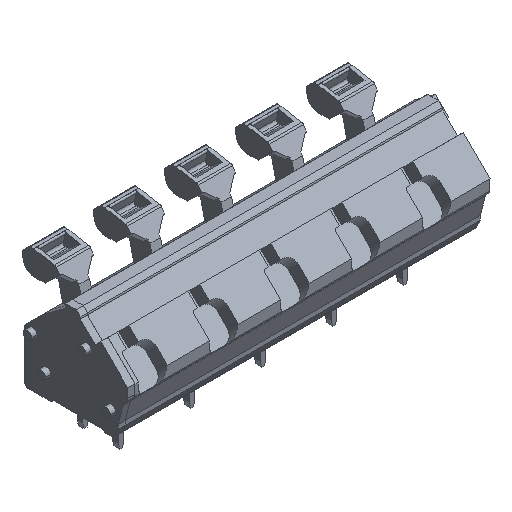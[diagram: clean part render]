
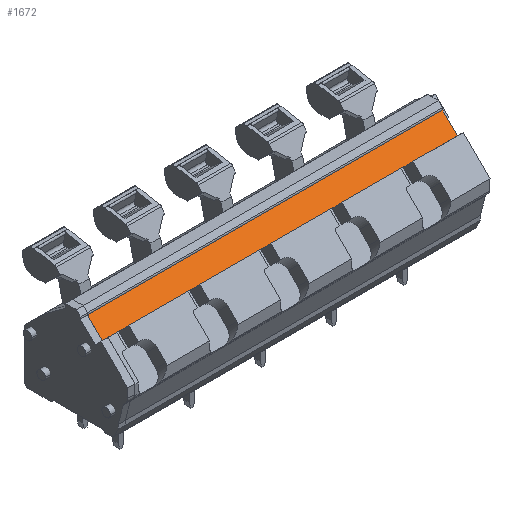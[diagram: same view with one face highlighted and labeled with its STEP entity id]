
A CAD part, isometric view. The second image highlights one B-rep face of the part: STEP entity #1672.
In plain terms, the highlighted planar face has unit normal (0, -0.707, 0.707).
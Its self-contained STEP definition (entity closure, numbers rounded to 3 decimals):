
#1572=AXIS2_PLACEMENT_3D('Plane Axis2P3D',#1569,#1570,#1571) ;
#252=CARTESIAN_POINT('Vertex',(1.7,4.588,13.954)) ;
#255=CARTESIAN_POINT('Line Origine',(1.7,5.637,15.003)) ;
#259=CARTESIAN_POINT('Vertex',(1.7,6.686,16.052)) ;
#1553=CARTESIAN_POINT('Vertex',(2.93,4.588,13.954)) ;
#1556=CARTESIAN_POINT('Line Origine',(2.315,4.588,13.954)) ;
#1569=CARTESIAN_POINT('Axis2P3D Location',(6.7,6.686,16.052)) ;
#1574=CARTESIAN_POINT('Line Origine',(3.774,4.588,13.954)) ;
#1578=CARTESIAN_POINT('Vertex',(4.617,4.588,13.954)) ;
#1581=CARTESIAN_POINT('Line Origine',(8.774,4.588,13.954)) ;
#1585=CARTESIAN_POINT('Vertex',(12.93,4.588,13.954)) ;
#1588=CARTESIAN_POINT('Line Origine',(13.774,4.588,13.954)) ;
#1592=CARTESIAN_POINT('Vertex',(14.617,4.588,13.954)) ;
#1595=CARTESIAN_POINT('Line Origine',(18.774,4.588,13.954)) ;
#1599=CARTESIAN_POINT('Vertex',(22.93,4.588,13.954)) ;
#1602=CARTESIAN_POINT('Line Origine',(23.774,4.588,13.954)) ;
#1606=CARTESIAN_POINT('Vertex',(24.617,4.588,13.954)) ;
#1609=CARTESIAN_POINT('Line Origine',(28.774,4.588,13.954)) ;
#1613=CARTESIAN_POINT('Vertex',(32.93,4.588,13.954)) ;
#1616=CARTESIAN_POINT('Line Origine',(33.774,4.588,13.954)) ;
#1620=CARTESIAN_POINT('Vertex',(34.617,4.588,13.954)) ;
#1623=CARTESIAN_POINT('Line Origine',(38.774,4.588,13.954)) ;
#1627=CARTESIAN_POINT('Vertex',(42.93,4.588,13.954)) ;
#1630=CARTESIAN_POINT('Line Origine',(43.774,4.588,13.954)) ;
#1634=CARTESIAN_POINT('Vertex',(44.617,4.588,13.954)) ;
#1637=CARTESIAN_POINT('Line Origine',(48.159,4.588,13.954)) ;
#1641=CARTESIAN_POINT('Vertex',(51.7,4.588,13.954)) ;
#1644=CARTESIAN_POINT('Line Origine',(51.7,5.637,15.003)) ;
#1648=CARTESIAN_POINT('Vertex',(51.7,6.686,16.052)) ;
#1651=CARTESIAN_POINT('Line Origine',(26.7,6.686,16.052)) ;
#256=DIRECTION('Vector Direction',(0.,-0.707,-0.707)) ;
#1557=DIRECTION('Vector Direction',(-1.,0.,0.)) ;
#1570=DIRECTION('Axis2P3D Direction',(0.,0.707,-0.707)) ;
#1571=DIRECTION('Axis2P3D XDirection',(0.,-0.707,-0.707)) ;
#1575=DIRECTION('Vector Direction',(-1.,0.,0.)) ;
#1582=DIRECTION('Vector Direction',(-1.,0.,0.)) ;
#1589=DIRECTION('Vector Direction',(-1.,0.,0.)) ;
#1596=DIRECTION('Vector Direction',(-1.,0.,0.)) ;
#1603=DIRECTION('Vector Direction',(-1.,0.,0.)) ;
#1610=DIRECTION('Vector Direction',(-1.,0.,0.)) ;
#1617=DIRECTION('Vector Direction',(-1.,0.,0.)) ;
#1624=DIRECTION('Vector Direction',(-1.,0.,0.)) ;
#1631=DIRECTION('Vector Direction',(-1.,0.,0.)) ;
#1638=DIRECTION('Vector Direction',(-1.,0.,0.)) ;
#1645=DIRECTION('Vector Direction',(0.,-0.707,-0.707)) ;
#1652=DIRECTION('Vector Direction',(-1.,0.,0.)) ;
#257=VECTOR('Line Direction',#256,1.) ;
#1558=VECTOR('Line Direction',#1557,1.) ;
#1576=VECTOR('Line Direction',#1575,1.) ;
#1583=VECTOR('Line Direction',#1582,1.) ;
#1590=VECTOR('Line Direction',#1589,1.) ;
#1597=VECTOR('Line Direction',#1596,1.) ;
#1604=VECTOR('Line Direction',#1603,1.) ;
#1611=VECTOR('Line Direction',#1610,1.) ;
#1618=VECTOR('Line Direction',#1617,1.) ;
#1625=VECTOR('Line Direction',#1624,1.) ;
#1632=VECTOR('Line Direction',#1631,1.) ;
#1639=VECTOR('Line Direction',#1638,1.) ;
#1646=VECTOR('Line Direction',#1645,1.) ;
#1653=VECTOR('Line Direction',#1652,1.) ;
#1657=ORIENTED_EDGE('',*,*,#1560,.F.) ;
#1658=ORIENTED_EDGE('',*,*,#1580,.F.) ;
#1659=ORIENTED_EDGE('',*,*,#1587,.F.) ;
#1660=ORIENTED_EDGE('',*,*,#1594,.F.) ;
#1661=ORIENTED_EDGE('',*,*,#1601,.F.) ;
#1662=ORIENTED_EDGE('',*,*,#1608,.F.) ;
#1663=ORIENTED_EDGE('',*,*,#1615,.F.) ;
#1664=ORIENTED_EDGE('',*,*,#1622,.F.) ;
#1665=ORIENTED_EDGE('',*,*,#1629,.F.) ;
#1666=ORIENTED_EDGE('',*,*,#1636,.F.) ;
#1667=ORIENTED_EDGE('',*,*,#1643,.F.) ;
#1668=ORIENTED_EDGE('',*,*,#1650,.T.) ;
#1669=ORIENTED_EDGE('',*,*,#1655,.T.) ;
#1670=ORIENTED_EDGE('',*,*,#261,.F.) ;
#1672=ADVANCED_FACE('Housing\\LMZF500-housing',(#1671),#1573,.F.) ;
#261=EDGE_CURVE('',#253,#260,#258,.F.) ;
#1560=EDGE_CURVE('',#1554,#253,#1559,.T.) ;
#1580=EDGE_CURVE('',#1579,#1554,#1577,.T.) ;
#1587=EDGE_CURVE('',#1586,#1579,#1584,.T.) ;
#1594=EDGE_CURVE('',#1593,#1586,#1591,.T.) ;
#1601=EDGE_CURVE('',#1600,#1593,#1598,.T.) ;
#1608=EDGE_CURVE('',#1607,#1600,#1605,.T.) ;
#1615=EDGE_CURVE('',#1614,#1607,#1612,.T.) ;
#1622=EDGE_CURVE('',#1621,#1614,#1619,.T.) ;
#1629=EDGE_CURVE('',#1628,#1621,#1626,.T.) ;
#1636=EDGE_CURVE('',#1635,#1628,#1633,.T.) ;
#1643=EDGE_CURVE('',#1642,#1635,#1640,.T.) ;
#1650=EDGE_CURVE('',#1642,#1649,#1647,.F.) ;
#1655=EDGE_CURVE('',#1649,#260,#1654,.T.) ;
#1656=EDGE_LOOP('',(#1657,#1658,#1659,#1660,#1661,#1662,#1663,#1664,#1665,#1666,#1667,#1668,#1669,#1670)) ;
#1671=FACE_OUTER_BOUND('',#1656,.T.) ;
#258=LINE('Line',#255,#257) ;
#1559=LINE('Line',#1556,#1558) ;
#1577=LINE('Line',#1574,#1576) ;
#1584=LINE('Line',#1581,#1583) ;
#1591=LINE('Line',#1588,#1590) ;
#1598=LINE('Line',#1595,#1597) ;
#1605=LINE('Line',#1602,#1604) ;
#1612=LINE('Line',#1609,#1611) ;
#1619=LINE('Line',#1616,#1618) ;
#1626=LINE('Line',#1623,#1625) ;
#1633=LINE('Line',#1630,#1632) ;
#1640=LINE('Line',#1637,#1639) ;
#1647=LINE('Line',#1644,#1646) ;
#1654=LINE('Line',#1651,#1653) ;
#1573=PLANE('',#1572) ;
#253=VERTEX_POINT('',#252) ;
#260=VERTEX_POINT('',#259) ;
#1554=VERTEX_POINT('',#1553) ;
#1579=VERTEX_POINT('',#1578) ;
#1586=VERTEX_POINT('',#1585) ;
#1593=VERTEX_POINT('',#1592) ;
#1600=VERTEX_POINT('',#1599) ;
#1607=VERTEX_POINT('',#1606) ;
#1614=VERTEX_POINT('',#1613) ;
#1621=VERTEX_POINT('',#1620) ;
#1628=VERTEX_POINT('',#1627) ;
#1635=VERTEX_POINT('',#1634) ;
#1642=VERTEX_POINT('',#1641) ;
#1649=VERTEX_POINT('',#1648) ;
